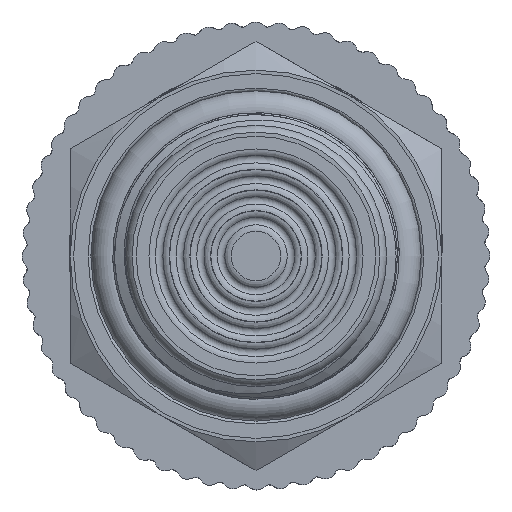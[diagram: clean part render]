
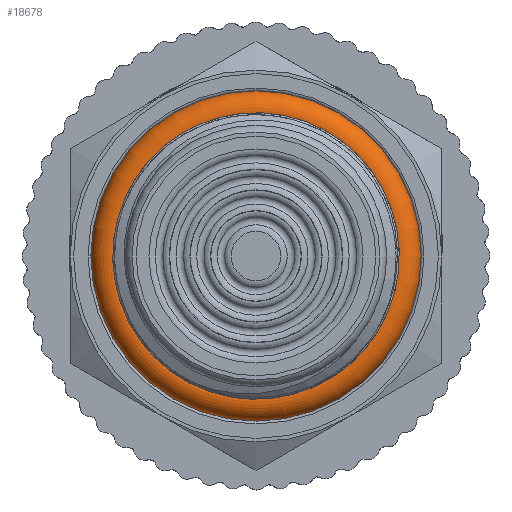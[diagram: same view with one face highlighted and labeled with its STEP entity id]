
A CAD part, left-side view. The second image highlights one B-rep face of the part: STEP entity #18678.
In plain terms, the highlighted toroidal (fillet/blend) face has major radius 10.6 mm and minor radius 1.4 mm.
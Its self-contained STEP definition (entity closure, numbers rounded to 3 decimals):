
#78=TOROIDAL_SURFACE('',#19756,10.6,1.4);
#2162=FACE_OUTER_BOUND('',#3269,.T.);
#3269=EDGE_LOOP('',(#17483,#17484,#17485,#17486));
#3717=CIRCLE('',#19757,1.4);
#3718=CIRCLE('',#19758,9.2);
#8957=VERTEX_POINT('',#56552);
#11799=EDGE_CURVE('',#8957,#8957,#3717,.T.);
#11800=EDGE_CURVE('',#8957,#8957,#3718,.T.);
#17483=ORIENTED_EDGE('',*,*,#11799,.F.);
#17484=ORIENTED_EDGE('',*,*,#11800,.T.);
#17485=ORIENTED_EDGE('',*,*,#11799,.T.);
#17486=ORIENTED_EDGE('',*,*,#11800,.F.);
#18678=ADVANCED_FACE('',(#2162),#78,.T.);
#19756=AXIS2_PLACEMENT_3D('',#56551,#22779,#22780);
#19757=AXIS2_PLACEMENT_3D('',#56553,#22781,#22782);
#19758=AXIS2_PLACEMENT_3D('',#56554,#22783,#22784);
#22779=DIRECTION('center_axis',(1.,0.,0.));
#22780=DIRECTION('ref_axis',(0.,0.,-1.));
#22781=DIRECTION('center_axis',(0.,-1.,0.));
#22782=DIRECTION('ref_axis',(0.,0.,1.));
#22783=DIRECTION('center_axis',(-1.,0.,0.));
#22784=DIRECTION('ref_axis',(0.,0.,-1.));
#56551=CARTESIAN_POINT('Origin',(20.7,0.,0.));
#56552=CARTESIAN_POINT('',(20.7,0.,9.2));
#56553=CARTESIAN_POINT('Origin',(20.7,0.,10.6));
#56554=CARTESIAN_POINT('Origin',(20.7,0.,0.));
